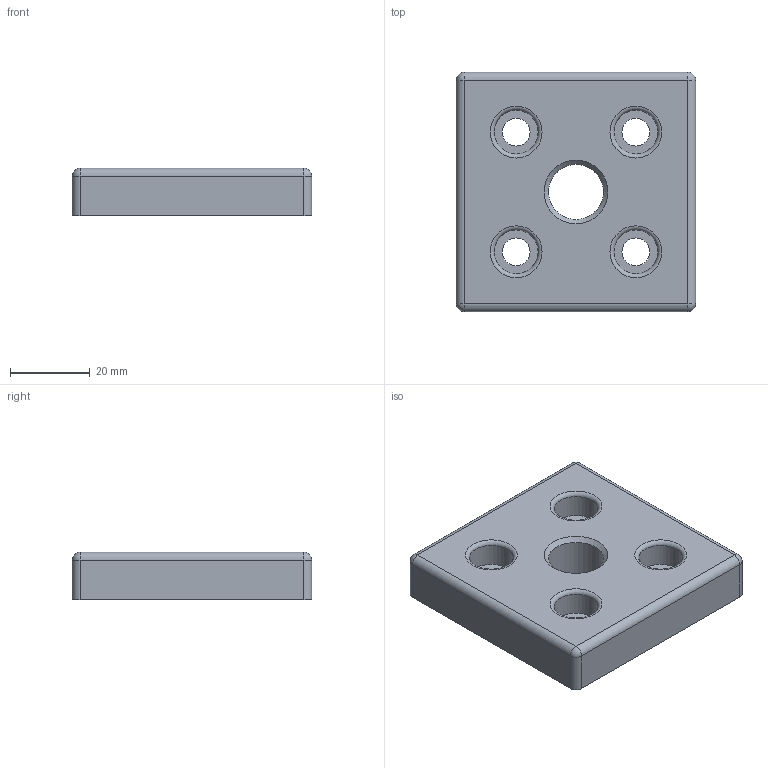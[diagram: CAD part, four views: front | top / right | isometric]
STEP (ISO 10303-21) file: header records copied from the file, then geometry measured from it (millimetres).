
FILE_DESCRIPTION(/* description */ ('Fußplatte 60x60, M16, schwarz'),/* implementation_level */ '2;1');
FILE_NAME(/* name */ '203500411 Fußplatte 60x60 M16 schwarz.stp',/* time_stamp */ '2022-11-14T14:50:59+01:00',/* author */ ('wheldmann'),/* organization */ (''),/* preprocessor_version */ 'ST-DEVELOPER v17.2',/* originating_system */ 'Autodesk Inventor 2019',/* authorisation */ ' ');
FILE_SCHEMA (('AUTOMOTIVE_DESIGN { 1 0 10303 214 3 1 1 }'));
Length unit declared in the file: millimetre
Products named in the file (1): 203500411
Bounding box: 60 x 60 x 12 mm (x, y, z)
Volume: 37711.1 mm3; surface area: 11053.9 mm2
Topology: 1 solids, 1 shells, 36 faces, 99 edges, 65 vertices
Faces by surface type: cylinder 17, plane 10, sphere 4, torus 4, cone 1
Full cylindrical faces by diameter (mm): 7 x4, 11 x4, 13.835 x1
Entity records: 1225 total; most frequent: DIRECTION 234, CARTESIAN_POINT 197, ORIENTED_EDGE 190, AXIS2_PLACEMENT_3D 102, EDGE_CURVE 95, CIRCLE 65, VERTEX_POINT 65, EDGE_LOOP 50
